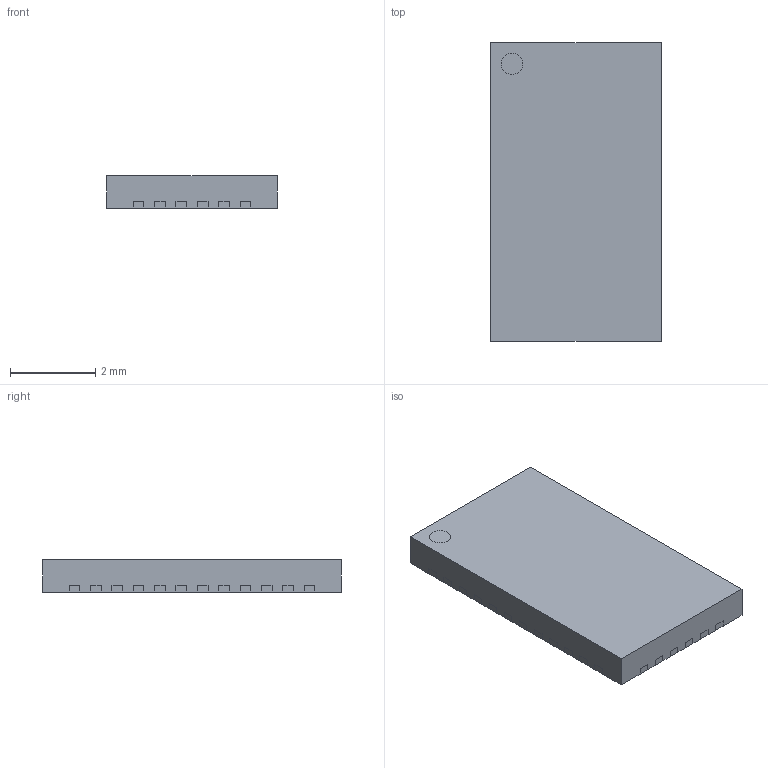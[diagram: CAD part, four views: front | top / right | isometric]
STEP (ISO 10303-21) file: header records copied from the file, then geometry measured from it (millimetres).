
FILE_DESCRIPTION(/* description */ (''),/* implementation_level */ '2;1');
FILE_NAME(/* name */ 'QFN50P400X700X80-37N-R270X570.stp',/* time_stamp */ '2016-07-11T14:34:01+02:00',/* author */ ('riccim'),/* organization */ (''),/* preprocessor_version */ 'ST-DEVELOPER v15.5',/* originating_system */ 'AutoCAD Mechanical',/* authorisation */ '');
FILE_SCHEMA (('AUTOMOTIVE_DESIGN { 1 0 10303 214 3 1 1 }'));
Length unit declared in the file: millimetre
Products named in the file (1): Product
Bounding box: 4 x 7 x 0.75 mm (x, y, z)
Volume: 21 mm3; surface area: 122.4 mm2
Topology: 39 solids, 39 shells, 382 faces, 906 edges, 604 vertices
Faces by surface type: plane 308, cylinder 74
Full cylindrical faces by diameter (mm): 0.5 x2
Entity records: 10916 total; most frequent: CARTESIAN_POINT 1891, DIRECTION 1818, ORIENTED_EDGE 1808, EDGE_CURVE 904, LINE 756, VECTOR 756, VERTEX_POINT 604, AXIS2_PLACEMENT_3D 531
